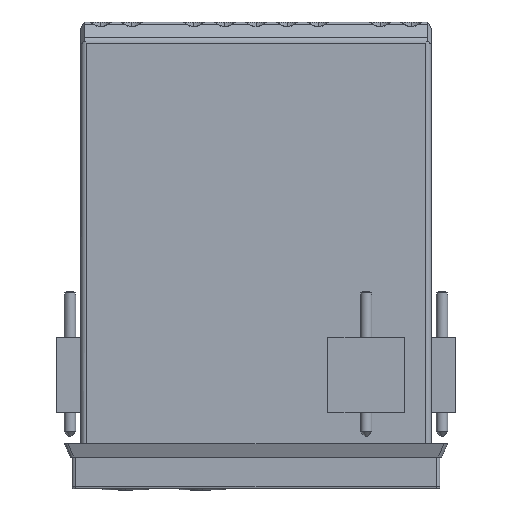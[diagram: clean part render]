
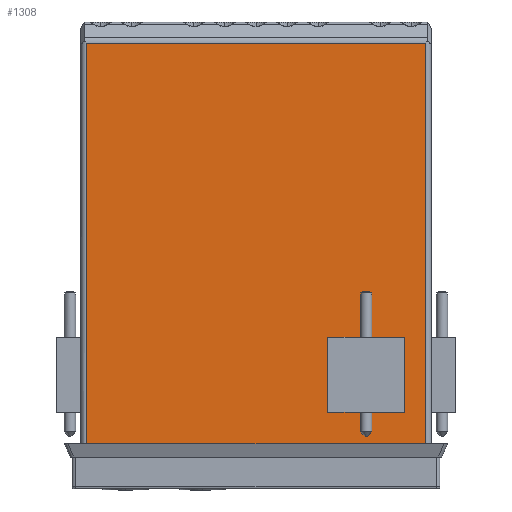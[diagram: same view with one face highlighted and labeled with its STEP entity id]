
A CAD part, left-side view. The second image highlights one B-rep face of the part: STEP entity #1308.
In plain terms, the highlighted planar face has unit normal (-1, 0, 0).
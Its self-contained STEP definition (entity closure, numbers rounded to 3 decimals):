
#1281=AXIS2_PLACEMENT_3D('Plane Axis2P3D',#1278,#1279,#1280) ;
#144=CARTESIAN_POINT('Vertex',(-22.25,-0.5,-121.45)) ;
#147=CARTESIAN_POINT('Line Origine',(-22.25,43.75,-121.45)) ;
#151=CARTESIAN_POINT('Vertex',(-22.25,88.,-121.45)) ;
#1278=CARTESIAN_POINT('Axis2P3D Location',(-22.25,88.,-121.45)) ;
#1283=CARTESIAN_POINT('Line Origine',(-22.25,88.,-68.214)) ;
#1287=CARTESIAN_POINT('Vertex',(-22.25,88.,-14.978)) ;
#1290=CARTESIAN_POINT('Line Origine',(-22.25,-0.5,-68.214)) ;
#1294=CARTESIAN_POINT('Vertex',(-22.25,-0.5,-14.978)) ;
#1297=CARTESIAN_POINT('Line Origine',(-22.25,43.75,-14.978)) ;
#148=DIRECTION('Vector Direction',(0.,-1.,0.)) ;
#1279=DIRECTION('Axis2P3D Direction',(-1.,0.,0.)) ;
#1280=DIRECTION('Axis2P3D XDirection',(0.,-1.,0.)) ;
#1284=DIRECTION('Vector Direction',(0.,0.,1.)) ;
#1291=DIRECTION('Vector Direction',(0.,0.,1.)) ;
#1298=DIRECTION('Vector Direction',(0.,-1.,0.)) ;
#149=VECTOR('Line Direction',#148,1.) ;
#1285=VECTOR('Line Direction',#1284,1.) ;
#1292=VECTOR('Line Direction',#1291,1.) ;
#1299=VECTOR('Line Direction',#1298,1.) ;
#1303=ORIENTED_EDGE('',*,*,#1289,.F.) ;
#1304=ORIENTED_EDGE('',*,*,#153,.T.) ;
#1305=ORIENTED_EDGE('',*,*,#1296,.T.) ;
#1306=ORIENTED_EDGE('',*,*,#1301,.T.) ;
#1308=ADVANCED_FACE('Hauptk\X2\00F6\X0\rper',(#1307),#1282,.T.) ;
#153=EDGE_CURVE('',#152,#145,#150,.T.) ;
#1289=EDGE_CURVE('',#152,#1288,#1286,.T.) ;
#1296=EDGE_CURVE('',#145,#1295,#1293,.T.) ;
#1301=EDGE_CURVE('',#1295,#1288,#1300,.F.) ;
#1302=EDGE_LOOP('',(#1303,#1304,#1305,#1306)) ;
#1307=FACE_OUTER_BOUND('',#1302,.T.) ;
#150=LINE('Line',#147,#149) ;
#1286=LINE('Line',#1283,#1285) ;
#1293=LINE('Line',#1290,#1292) ;
#1300=LINE('Line',#1297,#1299) ;
#1282=PLANE('Plane',#1281) ;
#145=VERTEX_POINT('',#144) ;
#152=VERTEX_POINT('',#151) ;
#1288=VERTEX_POINT('',#1287) ;
#1295=VERTEX_POINT('',#1294) ;
